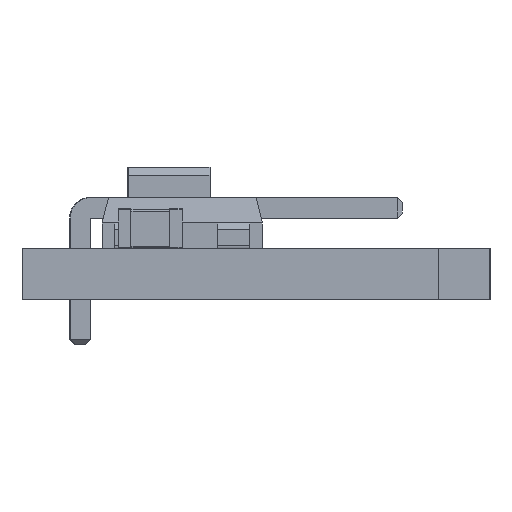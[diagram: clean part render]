
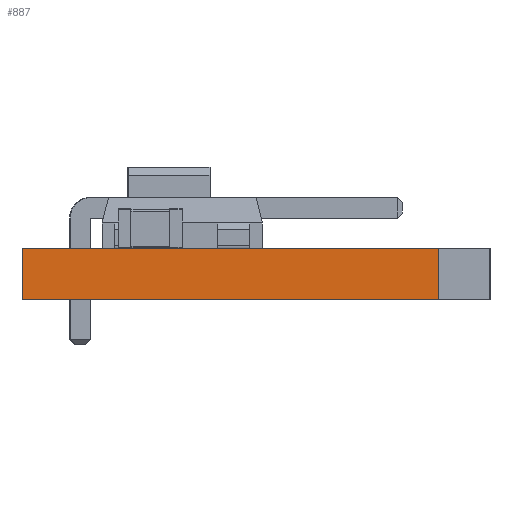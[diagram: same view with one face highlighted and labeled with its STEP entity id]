
A CAD part, left-side view. The second image highlights one B-rep face of the part: STEP entity #887.
In plain terms, the highlighted planar face has unit normal (-1, 0, 0).
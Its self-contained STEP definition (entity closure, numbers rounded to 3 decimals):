
#829 = EDGE_CURVE('',#830,#832,#834,.T.);
#830 = VERTEX_POINT('',#831);
#831 = CARTESIAN_POINT('',(20.,-97.,0.));
#832 = VERTEX_POINT('',#833);
#833 = CARTESIAN_POINT('',(20.,-97.,-1.6));
#834 = LINE('',#835,#836);
#835 = CARTESIAN_POINT('',(20.,-97.,0.));
#836 = VECTOR('',#837,1.);
#837 = DIRECTION('',(0.,0.,-1.));
#887 = ADVANCED_FACE('',(#888),#913,.F.);
#888 = FACE_BOUND('',#889,.F.);
#889 = EDGE_LOOP('',(#890,#900,#906,#907));
#890 = ORIENTED_EDGE('',*,*,#891,.T.);
#891 = EDGE_CURVE('',#892,#894,#896,.T.);
#892 = VERTEX_POINT('',#893);
#893 = CARTESIAN_POINT('',(20.,-110.,0.));
#894 = VERTEX_POINT('',#895);
#895 = CARTESIAN_POINT('',(20.,-110.,-1.6));
#896 = LINE('',#897,#898);
#897 = CARTESIAN_POINT('',(20.,-110.,0.));
#898 = VECTOR('',#899,1.);
#899 = DIRECTION('',(0.,0.,-1.));
#900 = ORIENTED_EDGE('',*,*,#901,.T.);
#901 = EDGE_CURVE('',#894,#832,#902,.T.);
#902 = LINE('',#903,#904);
#903 = CARTESIAN_POINT('',(20.,-110.,-1.6));
#904 = VECTOR('',#905,1.);
#905 = DIRECTION('',(0.,1.,0.));
#906 = ORIENTED_EDGE('',*,*,#829,.F.);
#907 = ORIENTED_EDGE('',*,*,#908,.F.);
#908 = EDGE_CURVE('',#892,#830,#909,.T.);
#909 = LINE('',#910,#911);
#910 = CARTESIAN_POINT('',(20.,-110.,0.));
#911 = VECTOR('',#912,1.);
#912 = DIRECTION('',(0.,1.,0.));
#913 = PLANE('',#914);
#914 = AXIS2_PLACEMENT_3D('',#915,#916,#917);
#915 = CARTESIAN_POINT('',(20.,-110.,0.));
#916 = DIRECTION('',(1.,-0.,0.));
#917 = DIRECTION('',(0.,1.,0.));
